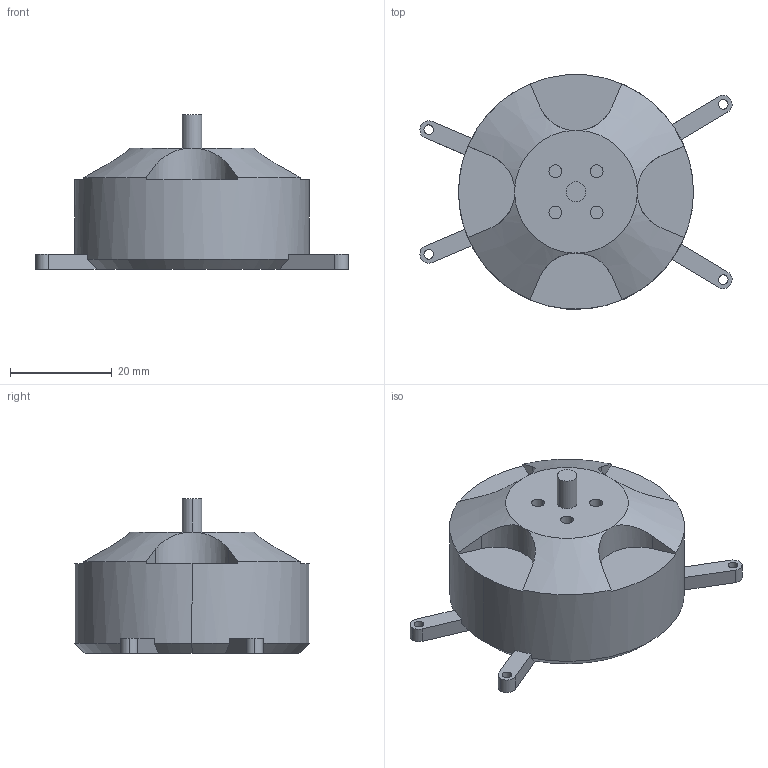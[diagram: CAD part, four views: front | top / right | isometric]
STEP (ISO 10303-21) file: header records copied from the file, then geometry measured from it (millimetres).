
FILE_DESCRIPTION (( 'STEP AP203' ), '1' );
FILE_NAME ('motor slot.STEP', '2022-07-07T03:48:12', ( '' ), ( '' ), 'SwSTEP 2.0', 'SolidWorks 2020', '' );
FILE_SCHEMA (( 'CONFIG_CONTROL_DESIGN' ));
Length unit declared in the file: millimetre
Products named in the file (1): motor slot
Bounding box: 61.28 x 45.99 x 30.4 mm (x, y, z)
Volume: 34392.2 mm3; surface area: 7128.6 mm2
Topology: 1 solids, 1 shells, 71 faces, 190 edges, 126 vertices
Faces by surface type: plane 31, cylinder 30, cone 10
Entity records: 2555 total; most frequent: CARTESIAN_POINT 628, DIRECTION 404, ORIENTED_EDGE 380, EDGE_CURVE 190, AXIS2_PLACEMENT_3D 158, VERTEX_POINT 126, VECTOR 88, LINE 88
